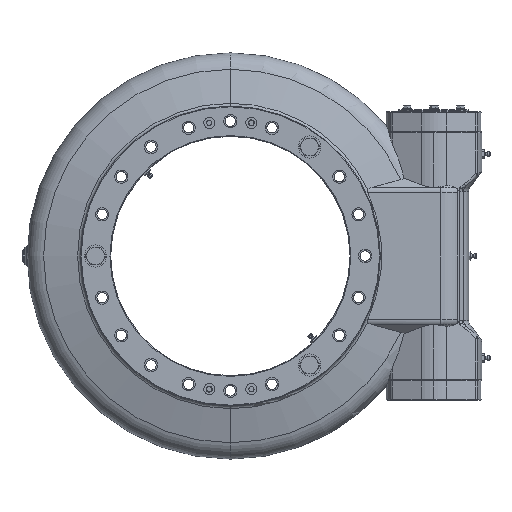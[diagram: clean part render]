
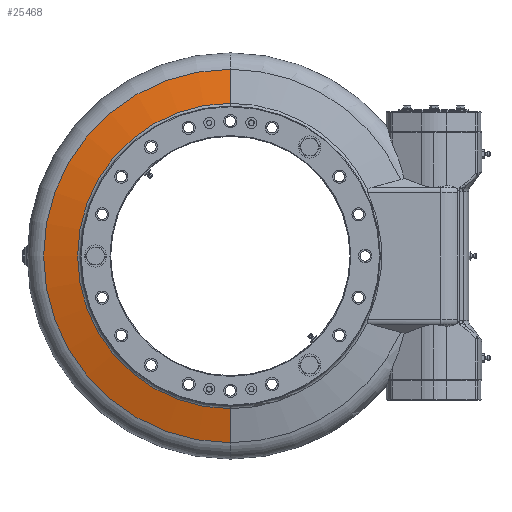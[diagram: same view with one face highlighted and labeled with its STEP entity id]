
A CAD part, left-side view. The second image highlights one B-rep face of the part: STEP entity #25468.
In plain terms, the highlighted conical face has half-angle 75 degrees and reference radius 252.765 mm.
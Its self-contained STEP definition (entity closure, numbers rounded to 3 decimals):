
#720 = DIRECTION ( 'NONE',  ( 0., 0., 1. ) ) ;
#2290 = CARTESIAN_POINT ( 'NONE',  ( -37.666, 0., 0. ) ) ;
#2372 = VECTOR ( 'NONE', #10593, 1000. ) ;
#2604 = DIRECTION ( 'NONE',  ( 1., 0., 0. ) ) ;
#5136 = VERTEX_POINT ( 'NONE', #13140 ) ;
#5537 = VERTEX_POINT ( 'NONE', #15819 ) ;
#5943 = DIRECTION ( 'NONE',  ( 0., 0., 1. ) ) ;
#7599 = CARTESIAN_POINT ( 'NONE',  ( -50.007, 0., -206.706 ) ) ;
#8193 = VERTEX_POINT ( 'NONE', #7599 ) ;
#10593 = DIRECTION ( 'NONE',  ( 0.259, 0., 0.966 ) ) ;
#11534 = AXIS2_PLACEMENT_3D ( 'NONE', #44147, #22438, #720 ) ;
#11852 = EDGE_CURVE ( 'NONE', #5136, #5537, #11972, .T. ) ;
#11972 = LINE ( 'NONE', #39392, #2372 ) ;
#12773 = EDGE_CURVE ( 'NONE', #5537, #28938, #36781, .T. ) ;
#13066 = ORIENTED_EDGE ( 'NONE', *, *, #11852, .T. ) ;
#13140 = CARTESIAN_POINT ( 'NONE',  ( -50.007, 0., 206.706 ) ) ;
#13458 = DIRECTION ( 'NONE',  ( 0.259, 0., -0.966 ) ) ;
#14102 = AXIS2_PLACEMENT_3D ( 'NONE', #2290, #27651, #5943 ) ;
#14582 = ORIENTED_EDGE ( 'NONE', *, *, #30050, .F. ) ;
#15819 = CARTESIAN_POINT ( 'NONE',  ( -37.666, 0., 252.765 ) ) ;
#17166 = CARTESIAN_POINT ( 'NONE',  ( -37.666, 0., 0. ) ) ;
#22438 = DIRECTION ( 'NONE',  ( -1., 0., 0. ) ) ;
#25468 = ADVANCED_FACE ( 'NONE', ( #40532 ), #26308, .T. ) ;
#25575 = CARTESIAN_POINT ( 'NONE',  ( -37.666, 0., -252.765 ) ) ;
#26308 = CONICAL_SURFACE ( 'NONE', #35291, 252.765, 1.309 ) ;
#27416 = ORIENTED_EDGE ( 'NONE', *, *, #27448, .F. ) ;
#27448 = EDGE_CURVE ( 'NONE', #8193, #28938, #40985, .T. ) ;
#27651 = DIRECTION ( 'NONE',  ( -1., 0., 0. ) ) ;
#27873 = CARTESIAN_POINT ( 'NONE',  ( -37.666, 0., -252.765 ) ) ;
#28938 = VERTEX_POINT ( 'NONE', #25575 ) ;
#28992 = CIRCLE ( 'NONE', #11534, 206.706 ) ;
#30050 = EDGE_CURVE ( 'NONE', #5136, #8193, #28992, .T. ) ;
#31322 = VECTOR ( 'NONE', #13458, 1000. ) ;
#35291 = AXIS2_PLACEMENT_3D ( 'NONE', #17166, #2604, #42545 ) ;
#35469 = EDGE_LOOP ( 'NONE', ( #14582, #13066, #46299, #27416 ) ) ;
#36781 = CIRCLE ( 'NONE', #14102, 252.765 ) ;
#39392 = CARTESIAN_POINT ( 'NONE',  ( -37.666, 0., 252.765 ) ) ;
#40532 = FACE_OUTER_BOUND ( 'NONE', #35469, .T. ) ;
#40985 = LINE ( 'NONE', #27873, #31322 ) ;
#42545 = DIRECTION ( 'NONE',  ( 0., 0., -1. ) ) ;
#44147 = CARTESIAN_POINT ( 'NONE',  ( -50.007, 0., 0. ) ) ;
#46299 = ORIENTED_EDGE ( 'NONE', *, *, #12773, .T. ) ;
